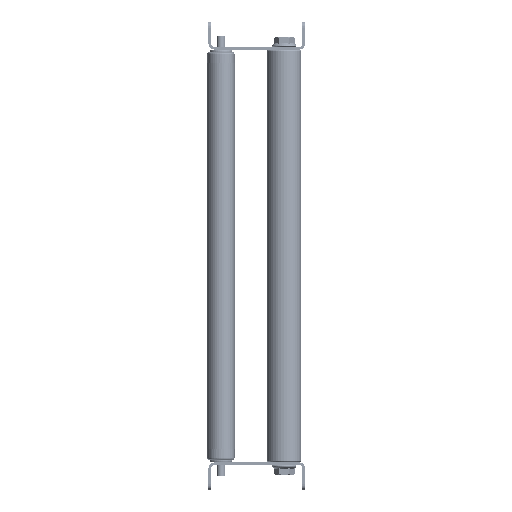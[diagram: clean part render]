
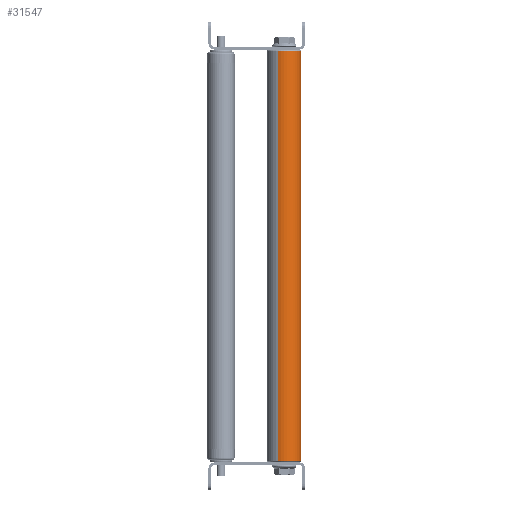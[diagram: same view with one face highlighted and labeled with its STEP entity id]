
A CAD part, left-side view. The second image highlights one B-rep face of the part: STEP entity #31547.
In plain terms, the highlighted cylindrical face has radius 12.5 mm (diameter 25 mm), a partial arc.
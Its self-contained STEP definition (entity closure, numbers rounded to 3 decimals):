
#877 = DIRECTION ( 'NONE',  ( 0., 0., -1. ) ) ;
#2185 = CARTESIAN_POINT ( 'NONE',  ( 300., 0., 12.5 ) ) ;
#2258 = ORIENTED_EDGE ( 'NONE', *, *, #4008, .T. ) ;
#2401 = CARTESIAN_POINT ( 'NONE',  ( 1., 0., -12.5 ) ) ;
#3142 = CARTESIAN_POINT ( 'NONE',  ( 299., 0., 0. ) ) ;
#4008 = EDGE_CURVE ( 'NONE', #24609, #9836, #27153, .T. ) ;
#4745 = VECTOR ( 'NONE', #29504, 1000. ) ;
#4931 = EDGE_CURVE ( 'NONE', #6583, #21285, #27366, .T. ) ;
#6583 = VERTEX_POINT ( 'NONE', #8362 ) ;
#6607 = EDGE_LOOP ( 'NONE', ( #12345, #2258, #20140, #9716 ) ) ;
#7528 = DIRECTION ( 'NONE',  ( -1., 0., 0. ) ) ;
#8362 = CARTESIAN_POINT ( 'NONE',  ( 299., 0., 12.5 ) ) ;
#9487 = DIRECTION ( 'NONE',  ( -1., 0., 0. ) ) ;
#9716 = ORIENTED_EDGE ( 'NONE', *, *, #4931, .F. ) ;
#9836 = VERTEX_POINT ( 'NONE', #2401 ) ;
#9962 = CARTESIAN_POINT ( 'NONE',  ( 300., 0., -12.5 ) ) ;
#10818 = DIRECTION ( 'NONE',  ( 1., 0., 0. ) ) ;
#11031 = VECTOR ( 'NONE', #9487, 1000. ) ;
#12118 = DIRECTION ( 'NONE',  ( 0., 0., 1. ) ) ;
#12345 = ORIENTED_EDGE ( 'NONE', *, *, #25726, .T. ) ;
#12777 = CARTESIAN_POINT ( 'NONE',  ( 1., 0., 12.5 ) ) ;
#13616 = DIRECTION ( 'NONE',  ( -1., 0., 0. ) ) ;
#13814 = AXIS2_PLACEMENT_3D ( 'NONE', #3142, #13616, #877 ) ;
#14749 = CYLINDRICAL_SURFACE ( 'NONE', #21270, 12.5 ) ;
#15426 = CARTESIAN_POINT ( 'NONE',  ( 1., 0., 0. ) ) ;
#16713 = DIRECTION ( 'NONE',  ( 0., 0., -1. ) ) ;
#18555 = CIRCLE ( 'NONE', #22721, 12.5 ) ;
#20140 = ORIENTED_EDGE ( 'NONE', *, *, #30171, .T. ) ;
#21270 = AXIS2_PLACEMENT_3D ( 'NONE', #29634, #7528, #12118 ) ;
#21285 = VERTEX_POINT ( 'NONE', #12777 ) ;
#22721 = AXIS2_PLACEMENT_3D ( 'NONE', #15426, #10818, #16713 ) ;
#24609 = VERTEX_POINT ( 'NONE', #28450 ) ;
#25726 = EDGE_CURVE ( 'NONE', #6583, #24609, #27915, .T. ) ;
#27153 = LINE ( 'NONE', #9962, #11031 ) ;
#27366 = LINE ( 'NONE', #2185, #4745 ) ;
#27915 = CIRCLE ( 'NONE', #13814, 12.5 ) ;
#28450 = CARTESIAN_POINT ( 'NONE',  ( 299., 0., -12.5 ) ) ;
#29471 = FACE_OUTER_BOUND ( 'NONE', #6607, .T. ) ;
#29504 = DIRECTION ( 'NONE',  ( -1., 0., 0. ) ) ;
#29634 = CARTESIAN_POINT ( 'NONE',  ( 300., 0., 0. ) ) ;
#30171 = EDGE_CURVE ( 'NONE', #9836, #21285, #18555, .T. ) ;
#31547 = ADVANCED_FACE ( 'NONE', ( #29471 ), #14749, .T. ) ;
